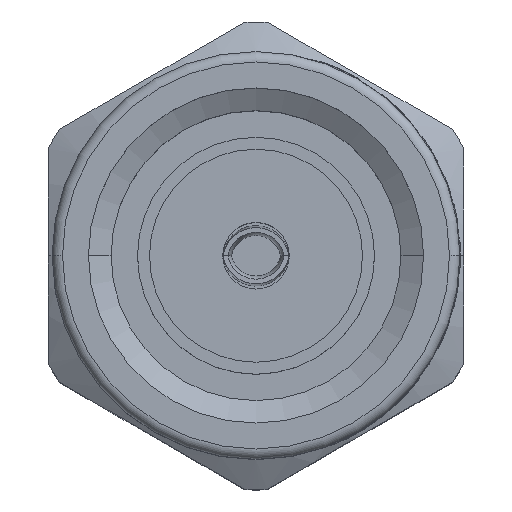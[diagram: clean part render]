
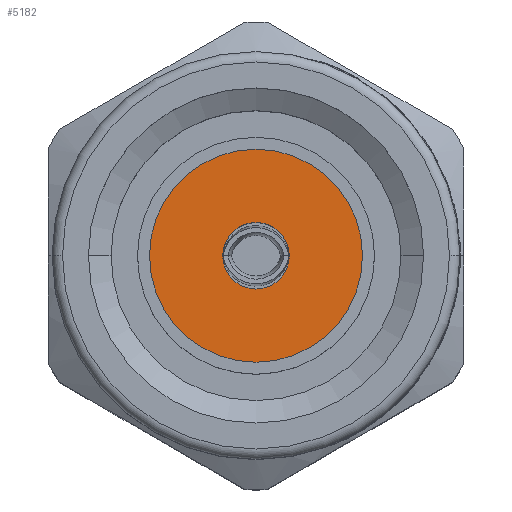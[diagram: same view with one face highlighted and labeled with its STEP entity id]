
A CAD part, top view. The second image highlights one B-rep face of the part: STEP entity #5182.
In plain terms, the highlighted planar face has unit normal (0, 0, 1).
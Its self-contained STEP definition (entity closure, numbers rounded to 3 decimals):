
#1157 = ORIENTED_EDGE ( 'NONE', *, *, #10100, .F. ) ;
#1238 = CARTESIAN_POINT ( 'NONE',  ( 0., 0., -0.05 ) ) ;
#1355 = CARTESIAN_POINT ( 'NONE',  ( 0., 0., -0.05 ) ) ;
#1811 = CIRCLE ( 'NONE', #15101, 2.05 ) ;
#2224 = CARTESIAN_POINT ( 'NONE',  ( 2.05, 0., -0.05 ) ) ;
#2574 = DIRECTION ( 'NONE',  ( 1., 0., 0. ) ) ;
#2704 = DIRECTION ( 'NONE',  ( 1., 0., 0. ) ) ;
#3511 = ORIENTED_EDGE ( 'NONE', *, *, #3818, .T. ) ;
#3818 = EDGE_CURVE ( 'NONE', #15298, #14247, #11034, .T. ) ;
#4193 = DIRECTION ( 'NONE',  ( 0., 0., -1. ) ) ;
#4577 = EDGE_CURVE ( 'NONE', #14852, #14849, #13157, .T. ) ;
#5035 = EDGE_CURVE ( 'NONE', #14247, #15298, #1811, .T. ) ;
#5147 = CARTESIAN_POINT ( 'NONE',  ( -0.64, 0., -0.05 ) ) ;
#5182 = ADVANCED_FACE ( 'NONE', ( #9326, #7045 ), #13467, .F. ) ;
#5448 = EDGE_LOOP ( 'NONE', ( #6780, #1157 ) ) ;
#6390 = EDGE_LOOP ( 'NONE', ( #3511, #15986 ) ) ;
#6780 = ORIENTED_EDGE ( 'NONE', *, *, #4577, .F. ) ;
#6931 = DIRECTION ( 'NONE',  ( 0., 0., 1. ) ) ;
#7045 = FACE_BOUND ( 'NONE', #5448, .T. ) ;
#7284 = CARTESIAN_POINT ( 'NONE',  ( -2.05, 0., -0.05 ) ) ;
#7345 = CARTESIAN_POINT ( 'NONE',  ( 0., 0., -0.05 ) ) ;
#8019 = AXIS2_PLACEMENT_3D ( 'NONE', #1355, #10691, #2704 ) ;
#8669 = DIRECTION ( 'NONE',  ( 1., 0., 0. ) ) ;
#9277 = AXIS2_PLACEMENT_3D ( 'NONE', #7345, #16670, #8669 ) ;
#9326 = FACE_OUTER_BOUND ( 'NONE', #6390, .T. ) ;
#10100 = EDGE_CURVE ( 'NONE', #14849, #14852, #15028, .T. ) ;
#10576 = DIRECTION ( 'NONE',  ( 0., 0., 1. ) ) ;
#10691 = DIRECTION ( 'NONE',  ( 0., 0., 1. ) ) ;
#11034 = CIRCLE ( 'NONE', #8019, 2.05 ) ;
#11170 = AXIS2_PLACEMENT_3D ( 'NONE', #12151, #4193, #13509 ) ;
#12151 = CARTESIAN_POINT ( 'NONE',  ( 0., 2.05, -0.05 ) ) ;
#13157 = CIRCLE ( 'NONE', #9277, 0.64 ) ;
#13467 = PLANE ( 'NONE',  #11170 ) ;
#13509 = DIRECTION ( 'NONE',  ( -1., 0., 0. ) ) ;
#14247 = VERTEX_POINT ( 'NONE', #7284 ) ;
#14483 = CARTESIAN_POINT ( 'NONE',  ( 0.64, 0., -0.05 ) ) ;
#14849 = VERTEX_POINT ( 'NONE', #5147 ) ;
#14852 = VERTEX_POINT ( 'NONE', #14483 ) ;
#14913 = CARTESIAN_POINT ( 'NONE',  ( 0., 0., -0.05 ) ) ;
#15028 = CIRCLE ( 'NONE', #15365, 0.64 ) ;
#15101 = AXIS2_PLACEMENT_3D ( 'NONE', #1238, #10576, #2574 ) ;
#15298 = VERTEX_POINT ( 'NONE', #2224 ) ;
#15365 = AXIS2_PLACEMENT_3D ( 'NONE', #14913, #6931, #16261 ) ;
#15986 = ORIENTED_EDGE ( 'NONE', *, *, #5035, .T. ) ;
#16261 = DIRECTION ( 'NONE',  ( 1., 0., 0. ) ) ;
#16670 = DIRECTION ( 'NONE',  ( 0., 0., 1. ) ) ;
